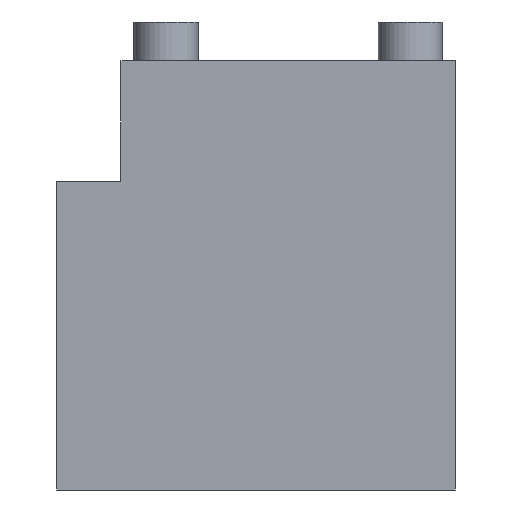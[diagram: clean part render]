
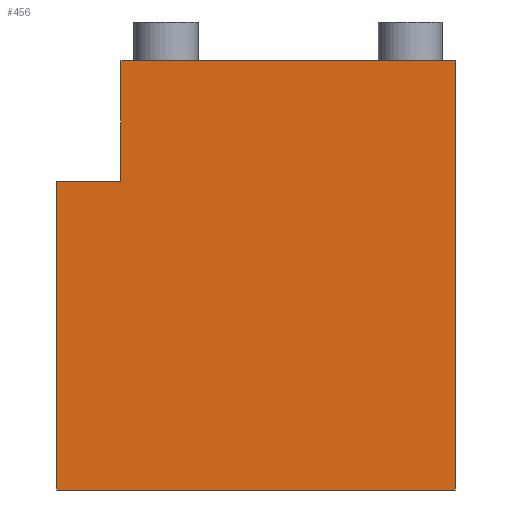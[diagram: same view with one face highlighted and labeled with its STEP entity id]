
A CAD part, left-side view. The second image highlights one B-rep face of the part: STEP entity #456.
In plain terms, the highlighted planar face has unit normal (-1, 0, 0).
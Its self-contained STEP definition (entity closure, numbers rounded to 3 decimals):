
#43=PLANE('',#529);
#73=FACE_OUTER_BOUND('',#110,.T.);
#110=EDGE_LOOP('',(#399,#400,#401,#402,#403,#404));
#130=LINE('',#828,#160);
#133=LINE('',#834,#163);
#143=LINE('',#864,#173);
#150=LINE('',#876,#180);
#151=LINE('',#878,#181);
#152=LINE('',#879,#182);
#160=VECTOR('',#613,10.);
#163=VECTOR('',#618,10.);
#173=VECTOR('',#650,10.);
#180=VECTOR('',#661,10.);
#181=VECTOR('',#664,10.);
#182=VECTOR('',#665,10.);
#227=VERTEX_POINT('',#824);
#229=VERTEX_POINT('',#827);
#231=VERTEX_POINT('',#833);
#239=VERTEX_POINT('',#861);
#240=VERTEX_POINT('',#863);
#243=VERTEX_POINT('',#874);
#274=EDGE_CURVE('',#227,#229,#130,.T.);
#277=EDGE_CURVE('',#229,#231,#133,.T.);
#292=EDGE_CURVE('',#239,#240,#143,.T.);
#299=EDGE_CURVE('',#243,#231,#150,.T.);
#300=EDGE_CURVE('',#239,#243,#151,.T.);
#301=EDGE_CURVE('',#240,#227,#152,.T.);
#399=ORIENTED_EDGE('',*,*,#300,.T.);
#400=ORIENTED_EDGE('',*,*,#299,.T.);
#401=ORIENTED_EDGE('',*,*,#277,.F.);
#402=ORIENTED_EDGE('',*,*,#274,.F.);
#403=ORIENTED_EDGE('',*,*,#301,.F.);
#404=ORIENTED_EDGE('',*,*,#292,.F.);
#456=ADVANCED_FACE('',(#73),#43,.T.);
#529=AXIS2_PLACEMENT_3D('',#877,#662,#663);
#613=DIRECTION('',(0.,0.,1.));
#618=DIRECTION('',(0.,-1.,0.));
#650=DIRECTION('',(0.,0.,1.));
#661=DIRECTION('',(0.,0.,1.));
#662=DIRECTION('center_axis',(-1.,0.,0.));
#663=DIRECTION('ref_axis',(0.,-1.,0.));
#664=DIRECTION('',(0.,-1.,0.));
#665=DIRECTION('',(0.,-1.,0.));
#824=CARTESIAN_POINT('',(-6.5,5.25,12.));
#827=CARTESIAN_POINT('',(-6.5,5.25,16.7));
#828=CARTESIAN_POINT('',(-6.5,5.25,12.));
#833=CARTESIAN_POINT('',(-6.5,-7.75,16.7));
#834=CARTESIAN_POINT('',(-6.5,7.75,16.7));
#861=CARTESIAN_POINT('',(-6.5,7.75,0.));
#863=CARTESIAN_POINT('',(-6.5,7.75,12.));
#864=CARTESIAN_POINT('',(-6.5,7.75,0.));
#874=CARTESIAN_POINT('',(-6.5,-7.75,0.));
#876=CARTESIAN_POINT('',(-6.5,-7.75,0.));
#877=CARTESIAN_POINT('Origin',(-6.5,7.75,0.));
#878=CARTESIAN_POINT('',(-6.5,7.75,0.));
#879=CARTESIAN_POINT('',(-6.5,7.75,12.));
